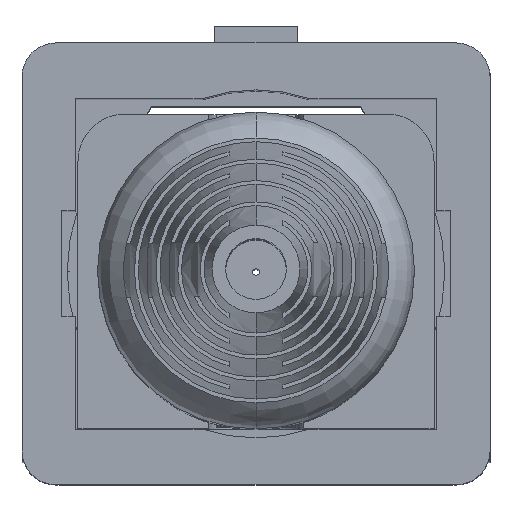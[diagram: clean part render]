
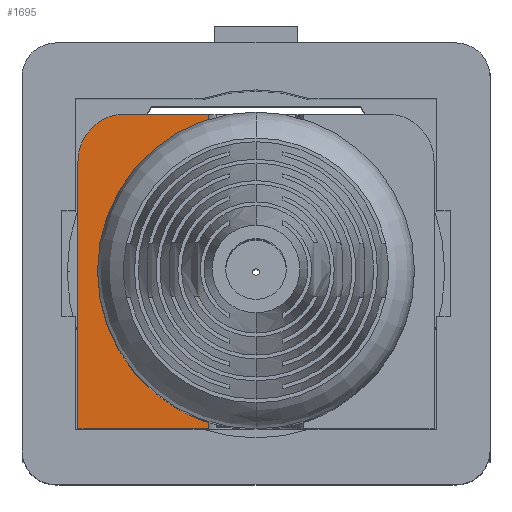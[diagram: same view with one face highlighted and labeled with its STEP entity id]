
A CAD part, top view. The second image highlights one B-rep face of the part: STEP entity #1695.
In plain terms, the highlighted planar face has unit normal (0, 0, 1).
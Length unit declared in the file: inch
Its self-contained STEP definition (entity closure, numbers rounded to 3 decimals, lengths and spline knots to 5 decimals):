
#648 = FACE_OUTER_BOUND ( 'NONE', #25701, .T. ) ;
#1203 = EDGE_CURVE ( 'NONE', #24351, #24345, #16890, .T. ) ;
#1695 = ADVANCED_FACE ( 'NONE', ( #648 ), #11237, .F. ) ;
#4767 = CARTESIAN_POINT ( 'NONE',  ( -1.60357, 0.36226, 0.60118 ) ) ;
#4770 = CARTESIAN_POINT ( 'NONE',  ( -1.52157, 0.30966, 0.60118 ) ) ;
#4771 = CARTESIAN_POINT ( 'NONE',  ( -1.57217, 0.3239, 0.60118 ) ) ;
#5248 = CARTESIAN_POINT ( 'NONE',  ( -1.60357, 0.40985, 0.60118 ) ) ;
#6872 = VERTEX_POINT ( 'NONE', #20169 ) ;
#8366 = DIRECTION ( 'NONE',  ( 0., -1., 0. ) ) ;
#8386 = CARTESIAN_POINT ( 'NONE',  ( -1.61857, 0.5266, 0.60118 ) ) ;
#9794 = EDGE_CURVE ( 'NONE', #24336, #24335, #27935, .T. ) ;
#9891 = EDGE_CURVE ( 'NONE', #24340, #6872, #28029, .T. ) ;
#10072 = AXIS2_PLACEMENT_3D ( 'NONE', #11238, #11239, #11034 ) ;
#11034 = DIRECTION ( 'NONE',  ( -1., 0., 0. ) ) ;
#11237 = PLANE ( 'NONE',  #10072 ) ;
#11238 = CARTESIAN_POINT ( 'NONE',  ( -1.52157, 0.5266, 0.60118 ) ) ;
#11239 = DIRECTION ( 'NONE',  ( 0., 0., -1. ) ) ;
#11494 = VECTOR ( 'NONE', #23266, 39.37008 ) ;
#11606 = VECTOR ( 'NONE', #8366, 39.37008 ) ;
#15711 = CIRCLE ( 'NONE', #15801, 0.035 ) ;
#15801 = AXIS2_PLACEMENT_3D ( 'NONE', #18380, #18381, #18382 ) ;
#15888 = VECTOR ( 'NONE', #18530, 39.37008 ) ;
#16605 = LINE ( 'NONE', #18529, #15888 ) ;
#16729 = LINE ( 'NONE', #18931, #20227 ) ;
#16748 = LINE ( 'NONE', #19069, #20257 ) ;
#16890 =( BOUNDED_CURVE ( )  B_SPLINE_CURVE ( 3, ( #5248, #4767, #4771, #4770 ),
 .UNSPECIFIED., .F., .T. ) 
 B_SPLINE_CURVE_WITH_KNOTS ( ( 4, 4 ),
 ( 0., 1.267 ),
 .UNSPECIFIED. ) 
 CURVE ( )  GEOMETRIC_REPRESENTATION_ITEM ( )  RATIONAL_B_SPLINE_CURVE ( ( 1., 0.871, 0.871, 1. ) ) 
 REPRESENTATION_ITEM ( '' )  );
#16901 =( BOUNDED_CURVE ( )  B_SPLINE_CURVE ( 3, ( #19058, #19060, #19062, #19064 ),
 .UNSPECIFIED., .F., .T. ) 
 B_SPLINE_CURVE_WITH_KNOTS ( ( 4, 4 ),
 ( 5.01619, 6.28319 ),
 .UNSPECIFIED. ) 
 CURVE ( )  GEOMETRIC_REPRESENTATION_ITEM ( )  RATIONAL_B_SPLINE_CURVE ( ( 1., 0.871, 0.871, 1. ) ) 
 REPRESENTATION_ITEM ( '' )  );
#18380 = CARTESIAN_POINT ( 'NONE',  ( -1.58357, 0.4916, 0.60118 ) ) ;
#18381 = DIRECTION ( 'NONE',  ( 0., 0., 1. ) ) ;
#18382 = DIRECTION ( 'NONE',  ( -1., 0., 0. ) ) ;
#18529 = CARTESIAN_POINT ( 'NONE',  ( -1.52157, 0.2931, 0.60118 ) ) ;
#18530 = DIRECTION ( 'NONE',  ( 1., 0., 0. ) ) ;
#18931 = CARTESIAN_POINT ( 'NONE',  ( -1.52157, 0.5266, 0.60118 ) ) ;
#18933 = DIRECTION ( 'NONE',  ( 0., -1., 0. ) ) ;
#19058 = CARTESIAN_POINT ( 'NONE',  ( -1.52157, 0.51005, 0.60118 ) ) ;
#19060 = CARTESIAN_POINT ( 'NONE',  ( -1.57217, 0.49581, 0.60118 ) ) ;
#19062 = CARTESIAN_POINT ( 'NONE',  ( -1.60357, 0.45745, 0.60118 ) ) ;
#19064 = CARTESIAN_POINT ( 'NONE',  ( -1.60357, 0.40985, 0.60118 ) ) ;
#19069 = CARTESIAN_POINT ( 'NONE',  ( -1.52157, 0.5266, 0.60118 ) ) ;
#19071 = DIRECTION ( 'NONE',  ( 0., -1., 0. ) ) ;
#20169 = CARTESIAN_POINT ( 'NONE',  ( -1.61857, 0.2931, 0.60118 ) ) ;
#20227 = VECTOR ( 'NONE', #18933, 39.37008 ) ;
#20257 = VECTOR ( 'NONE', #19071, 39.37008 ) ;
#20673 = CARTESIAN_POINT ( 'NONE',  ( -1.52157, 0.5266, 0.60118 ) ) ;
#20674 = CARTESIAN_POINT ( 'NONE',  ( -1.58357, 0.5266, 0.60118 ) ) ;
#20678 = CARTESIAN_POINT ( 'NONE',  ( -1.61857, 0.4916, 0.60118 ) ) ;
#20683 = CARTESIAN_POINT ( 'NONE',  ( -1.52157, 0.30966, 0.60118 ) ) ;
#20689 = CARTESIAN_POINT ( 'NONE',  ( -1.60357, 0.40985, 0.60118 ) ) ;
#21134 = CARTESIAN_POINT ( 'NONE',  ( -1.52157, 0.2931, 0.60118 ) ) ;
#21140 = CARTESIAN_POINT ( 'NONE',  ( -1.52157, 0.51005, 0.60118 ) ) ;
#22365 = EDGE_CURVE ( 'NONE', #24336, #24340, #15711, .T. ) ;
#22415 = EDGE_CURVE ( 'NONE', #6872, #24785, #16605, .T. ) ;
#22495 = EDGE_CURVE ( 'NONE', #24335, #24789, #16729, .T. ) ;
#22520 = EDGE_CURVE ( 'NONE', #24789, #24351, #16901, .T. ) ;
#22521 = EDGE_CURVE ( 'NONE', #24345, #24785, #16748, .T. ) ;
#22628 = ORIENTED_EDGE ( 'NONE', *, *, #9891, .T. ) ;
#22629 = ORIENTED_EDGE ( 'NONE', *, *, #9794, .F. ) ;
#22630 = ORIENTED_EDGE ( 'NONE', *, *, #22365, .T. ) ;
#22631 = ORIENTED_EDGE ( 'NONE', *, *, #22415, .T. ) ;
#22632 = ORIENTED_EDGE ( 'NONE', *, *, #1203, .F. ) ;
#22633 = ORIENTED_EDGE ( 'NONE', *, *, #22521, .F. ) ;
#22634 = ORIENTED_EDGE ( 'NONE', *, *, #22520, .F. ) ;
#22635 = ORIENTED_EDGE ( 'NONE', *, *, #22495, .F. ) ;
#23266 = DIRECTION ( 'NONE',  ( 1., 0., 0. ) ) ;
#23321 = CARTESIAN_POINT ( 'NONE',  ( -1.52157, 0.5266, 0.60118 ) ) ;
#24335 = VERTEX_POINT ( 'NONE', #20673 ) ;
#24336 = VERTEX_POINT ( 'NONE', #20674 ) ;
#24340 = VERTEX_POINT ( 'NONE', #20678 ) ;
#24345 = VERTEX_POINT ( 'NONE', #20683 ) ;
#24351 = VERTEX_POINT ( 'NONE', #20689 ) ;
#24785 = VERTEX_POINT ( 'NONE', #21134 ) ;
#24789 = VERTEX_POINT ( 'NONE', #21140 ) ;
#25701 = EDGE_LOOP ( 'NONE', ( #22629, #22630, #22628, #22631, #22633, #22632, #22634, #22635 ) ) ;
#27935 = LINE ( 'NONE', #23321, #11494 ) ;
#28029 = LINE ( 'NONE', #8386, #11606 ) ;
